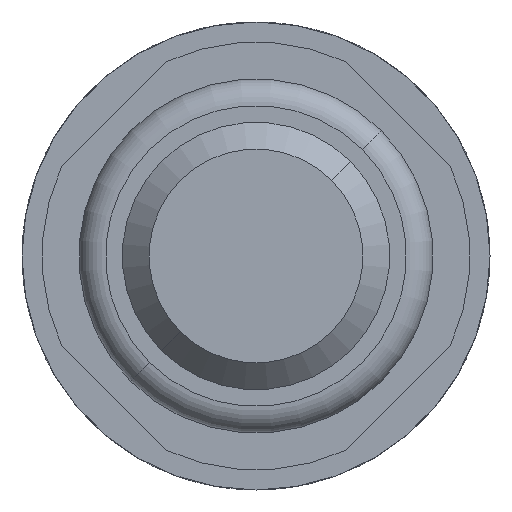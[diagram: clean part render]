
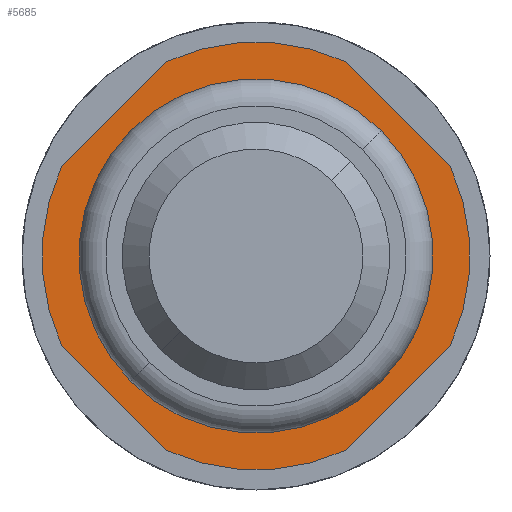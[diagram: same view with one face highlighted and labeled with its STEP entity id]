
A CAD part, front view. The second image highlights one B-rep face of the part: STEP entity #5685.
In plain terms, the highlighted planar face has unit normal (0, -1, 0).
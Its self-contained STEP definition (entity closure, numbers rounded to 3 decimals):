
#32 = CARTESIAN_POINT ( 'NONE',  ( -1.454, -2., 0.667 ) ) ;
#129 = VERTEX_POINT ( 'NONE', #4152 ) ;
#138 = EDGE_LOOP ( 'NONE', ( #6175, #3885 ) ) ;
#212 = DIRECTION ( 'NONE',  ( 0.707, 0., 0.707 ) ) ;
#274 = DIRECTION ( 'NONE',  ( 0., 1., 0. ) ) ;
#288 = ORIENTED_EDGE ( 'NONE', *, *, #2706, .F. ) ;
#340 = ORIENTED_EDGE ( 'NONE', *, *, #1074, .F. ) ;
#721 = LINE ( 'NONE', #2531, #3967 ) ;
#739 = DIRECTION ( 'NONE',  ( 0.707, 0., 0.707 ) ) ;
#756 = AXIS2_PLACEMENT_3D ( 'NONE', #5762, #4682, #212 ) ;
#868 = DIRECTION ( 'NONE',  ( 0., 1., 0. ) ) ;
#882 = VERTEX_POINT ( 'NONE', #1357 ) ;
#885 = EDGE_CURVE ( 'Defeature ausgef�hrt3_5+Defeature ausgef�hrt3_8+Defeature ausgef�hrt3_14+Defeature ausgef�hrt3_15', #129, #2044, #5924, .T. ) ;
#960 = EDGE_CURVE ( 'Defeature ausgef�hrt3_8+Defeature ausgef�hrt3_10+Defeature ausgef�hrt3_10+Defeature ausgef�hrt3_10', #5313, #4545, #1675, .T. ) ;
#1074 = EDGE_CURVE ( 'Defeature ausgef�hrt3_12+Defeature ausgef�hrt3_8+Defeature ausgef�hrt3_4+Defeature ausgef�hrt3_7', #4480, #1267, #3334, .T. ) ;
#1160 = ORIENTED_EDGE ( 'NONE', *, *, #4082, .F. ) ;
#1267 = VERTEX_POINT ( 'NONE', #2758 ) ;
#1329 = CARTESIAN_POINT ( 'NONE',  ( 0.667, -2., 1.454 ) ) ;
#1357 = CARTESIAN_POINT ( 'NONE',  ( -0.667, -2., 1.454 ) ) ;
#1364 = VERTEX_POINT ( 'NONE', #3406 ) ;
#1380 = FACE_OUTER_BOUND ( 'NONE', #3856, .T. ) ;
#1394 = CARTESIAN_POINT ( 'NONE',  ( -0.937, -2., -0.937 ) ) ;
#1396 = CARTESIAN_POINT ( 'NONE',  ( 0., -2., 0. ) ) ;
#1468 = CIRCLE ( 'NONE', #6137, 1.6 ) ;
#1552 = LINE ( 'NONE', #3619, #4482 ) ;
#1675 = CIRCLE ( 'NONE', #756, 1.325 ) ;
#1676 = ORIENTED_EDGE ( 'NONE', *, *, #3664, .F. ) ;
#1736 = AXIS2_PLACEMENT_3D ( 'NONE', #1396, #868, #5686 ) ;
#1918 = ORIENTED_EDGE ( 'NONE', *, *, #2891, .F. ) ;
#1971 = VECTOR ( 'NONE', #5081, 1000. ) ;
#2044 = VERTEX_POINT ( 'NONE', #4773 ) ;
#2198 = DIRECTION ( 'NONE',  ( 0.707, 0., 0.707 ) ) ;
#2247 = CARTESIAN_POINT ( 'NONE',  ( 0.071, -2., -2.192 ) ) ;
#2310 = LINE ( 'NONE', #3157, #5963 ) ;
#2320 = CARTESIAN_POINT ( 'NONE',  ( 0., -2., 0. ) ) ;
#2531 = CARTESIAN_POINT ( 'NONE',  ( 1.061, -2., -1.061 ) ) ;
#2665 = FACE_BOUND ( 'NONE', #138, .T. ) ;
#2671 = DIRECTION ( 'NONE',  ( 0., 1., 0. ) ) ;
#2706 = EDGE_CURVE ( 'Defeature ausgef�hrt3_14+Defeature ausgef�hrt3_8+Defeature ausgef�hrt3_6+Defeature ausgef�hrt3_5', #5205, #129, #2310, .T. ) ;
#2758 = CARTESIAN_POINT ( 'NONE',  ( -1.454, -2., -0.667 ) ) ;
#2822 = CIRCLE ( 'NONE', #5451, 1.325 ) ;
#2857 = DIRECTION ( 'NONE',  ( 0.707, 0., 0.707 ) ) ;
#2873 = DIRECTION ( 'NONE',  ( 0., 1., 0. ) ) ;
#2891 = EDGE_CURVE ( 'Defeature ausgef�hrt3_6+Defeature ausgef�hrt3_8+Defeature ausgef�hrt3_13+Defeature ausgef�hrt3_14', #882, #5205, #1468, .T. ) ;
#3029 = EDGE_CURVE ( 'Defeature ausgef�hrt3_15+Defeature ausgef�hrt3_8+Defeature ausgef�hrt3_5+Defeature ausgef�hrt3_4', #2044, #1364, #721, .T. ) ;
#3155 = CARTESIAN_POINT ( 'NONE',  ( 1.131, -2., -1.131 ) ) ;
#3157 = CARTESIAN_POINT ( 'NONE',  ( 2.192, -2., -0.071 ) ) ;
#3278 = CIRCLE ( 'NONE', #5330, 1.6 ) ;
#3317 = DIRECTION ( 'NONE',  ( 0.707, 0., 0.707 ) ) ;
#3332 = AXIS2_PLACEMENT_3D ( 'NONE', #4739, #3801, #6099 ) ;
#3334 = LINE ( 'NONE', #2247, #1971 ) ;
#3406 = CARTESIAN_POINT ( 'NONE',  ( 0.667, -2., -1.454 ) ) ;
#3599 = DIRECTION ( 'NONE',  ( 0.707, 0., -0.707 ) ) ;
#3619 = CARTESIAN_POINT ( 'NONE',  ( -1.061, -2., 1.061 ) ) ;
#3649 = PLANE ( 'NONE',  #3894 ) ;
#3664 = EDGE_CURVE ( 'Defeature ausgef�hrt3_13+Defeature ausgef�hrt3_8+Defeature ausgef�hrt3_7+Defeature ausgef�hrt3_6', #3720, #882, #1552, .T. ) ;
#3705 = CARTESIAN_POINT ( 'NONE',  ( -0.667, -2., -1.454 ) ) ;
#3720 = VERTEX_POINT ( 'NONE', #32 ) ;
#3801 = DIRECTION ( 'NONE',  ( 0., 1., 0. ) ) ;
#3856 = EDGE_LOOP ( 'NONE', ( #5165, #3962, #288, #1918, #1676, #4745, #340, #1160 ) ) ;
#3885 = ORIENTED_EDGE ( 'NONE', *, *, #4807, .T. ) ;
#3894 = AXIS2_PLACEMENT_3D ( 'NONE', #3155, #274, #739 ) ;
#3962 = ORIENTED_EDGE ( 'NONE', *, *, #885, .F. ) ;
#3967 = VECTOR ( 'NONE', #5777, 1000. ) ;
#4082 = EDGE_CURVE ( 'Defeature ausgef�hrt3_4+Defeature ausgef�hrt3_8+Defeature ausgef�hrt3_15+Defeature ausgef�hrt3_12', #1364, #4480, #5370, .T. ) ;
#4152 = CARTESIAN_POINT ( 'NONE',  ( 1.454, -2., 0.667 ) ) ;
#4480 = VERTEX_POINT ( 'NONE', #3705 ) ;
#4482 = VECTOR ( 'NONE', #4589, 1000. ) ;
#4545 = VERTEX_POINT ( 'NONE', #1394 ) ;
#4589 = DIRECTION ( 'NONE',  ( 0.707, 0., 0.707 ) ) ;
#4682 = DIRECTION ( 'NONE',  ( 0., 1., 0. ) ) ;
#4733 = DIRECTION ( 'NONE',  ( 0., 1., 0. ) ) ;
#4739 = CARTESIAN_POINT ( 'NONE',  ( 0., -2., 0. ) ) ;
#4745 = ORIENTED_EDGE ( 'NONE', *, *, #5658, .F. ) ;
#4773 = CARTESIAN_POINT ( 'NONE',  ( 1.454, -2., -0.667 ) ) ;
#4807 = EDGE_CURVE ( 'Defeature ausgef�hrt3_8+Defeature ausgef�hrt3_10+Defeature ausgef�hrt3_10+Defeature ausgef�hrt3_10', #4545, #5313, #2822, .T. ) ;
#5081 = DIRECTION ( 'NONE',  ( -0.707, 0., 0.707 ) ) ;
#5165 = ORIENTED_EDGE ( 'NONE', *, *, #3029, .F. ) ;
#5205 = VERTEX_POINT ( 'NONE', #1329 ) ;
#5307 = CARTESIAN_POINT ( 'NONE',  ( 0., -2., 0. ) ) ;
#5313 = VERTEX_POINT ( 'NONE', #5750 ) ;
#5330 = AXIS2_PLACEMENT_3D ( 'NONE', #5569, #2671, #2198 ) ;
#5370 = CIRCLE ( 'NONE', #3332, 1.6 ) ;
#5451 = AXIS2_PLACEMENT_3D ( 'NONE', #2320, #4733, #3317 ) ;
#5569 = CARTESIAN_POINT ( 'NONE',  ( 0., -2., 0. ) ) ;
#5658 = EDGE_CURVE ( 'Defeature ausgef�hrt3_7+Defeature ausgef�hrt3_8+Defeature ausgef�hrt3_12+Defeature ausgef�hrt3_13', #1267, #3720, #3278, .T. ) ;
#5685 = ADVANCED_FACE ( 'Defeature ausgef�hrt3_8', ( #2665, #1380 ), #3649, .F. ) ;
#5686 = DIRECTION ( 'NONE',  ( 0.707, 0., 0.707 ) ) ;
#5750 = CARTESIAN_POINT ( 'NONE',  ( 0.937, -2., 0.937 ) ) ;
#5762 = CARTESIAN_POINT ( 'NONE',  ( 0., -2., 0. ) ) ;
#5777 = DIRECTION ( 'NONE',  ( -0.707, 0., -0.707 ) ) ;
#5924 = CIRCLE ( 'NONE', #1736, 1.6 ) ;
#5963 = VECTOR ( 'NONE', #3599, 1000. ) ;
#6099 = DIRECTION ( 'NONE',  ( 0.707, 0., 0.707 ) ) ;
#6137 = AXIS2_PLACEMENT_3D ( 'NONE', #5307, #2873, #2857 ) ;
#6175 = ORIENTED_EDGE ( 'NONE', *, *, #960, .T. ) ;
